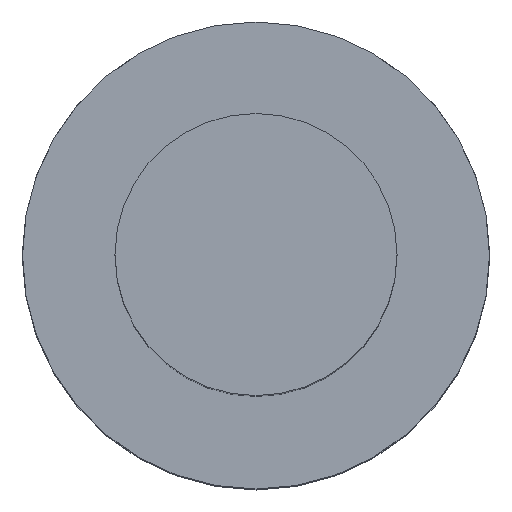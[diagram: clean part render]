
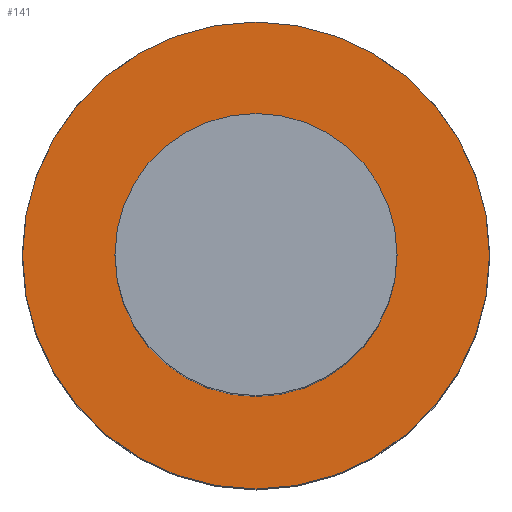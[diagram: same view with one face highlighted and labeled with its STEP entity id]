
A CAD part, top view. The second image highlights one B-rep face of the part: STEP entity #141.
In plain terms, the highlighted planar face has unit normal (0, 0, 1).
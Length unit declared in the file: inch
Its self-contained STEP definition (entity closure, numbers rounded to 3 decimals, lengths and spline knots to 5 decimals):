
#17=FACE_BOUND('',#48,.T.);
#20=PLANE('',#182);
#34=FACE_OUTER_BOUND('',#47,.T.);
#47=EDGE_LOOP('',(#124));
#48=EDGE_LOOP('',(#125));
#71=CIRCLE('',#181,0.20763);
#72=CIRCLE('',#183,0.1254);
#81=VERTEX_POINT('',#264);
#82=VERTEX_POINT('',#268);
#95=EDGE_CURVE('',#81,#81,#71,.T.);
#97=EDGE_CURVE('',#82,#82,#72,.T.);
#124=ORIENTED_EDGE('',*,*,#95,.T.);
#125=ORIENTED_EDGE('',*,*,#97,.F.);
#141=ADVANCED_FACE('',(#34,#17),#20,.T.);
#181=AXIS2_PLACEMENT_3D('',#265,#222,#223);
#182=AXIS2_PLACEMENT_3D('',#267,#225,#226);
#183=AXIS2_PLACEMENT_3D('',#269,#227,#228);
#222=DIRECTION('center_axis',(0.,0.,1.));
#223=DIRECTION('ref_axis',(1.,0.,0.));
#225=DIRECTION('center_axis',(0.,0.,1.));
#226=DIRECTION('ref_axis',(1.,0.,0.));
#227=DIRECTION('center_axis',(0.,0.,1.));
#228=DIRECTION('ref_axis',(1.,0.,0.));
#264=CARTESIAN_POINT('',(0.,-0.20763,0.20969));
#265=CARTESIAN_POINT('Origin',(0.,0.,0.20969));
#267=CARTESIAN_POINT('Origin',(0.,0.1254,0.20969));
#268=CARTESIAN_POINT('',(0.,-0.1254,0.20969));
#269=CARTESIAN_POINT('Origin',(0.,0.,0.20969));
